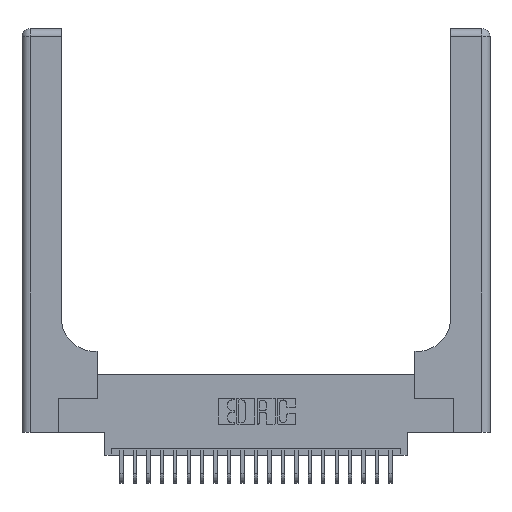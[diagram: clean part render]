
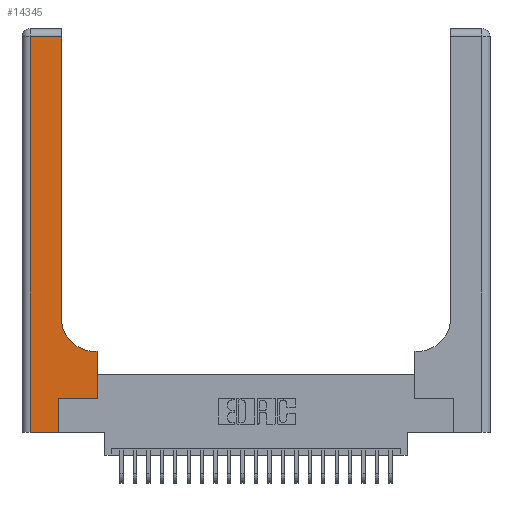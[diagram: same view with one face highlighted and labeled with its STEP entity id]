
A CAD part, top view. The second image highlights one B-rep face of the part: STEP entity #14345.
In plain terms, the highlighted planar face has unit normal (0, 0, 1).
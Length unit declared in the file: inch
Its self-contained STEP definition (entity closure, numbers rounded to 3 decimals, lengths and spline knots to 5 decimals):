
#13 = CARTESIAN_POINT ( 'NONE',  ( 0.5415, 0.6, 0.37 ) ) ;
#274 = CARTESIAN_POINT ( 'NONE',  ( 0.2915, 3., 0.37 ) ) ;
#684 = LINE ( 'NONE', #4954, #9959 ) ;
#1322 = CARTESIAN_POINT ( 'NONE',  ( 0.2915, 0.6, 0.37 ) ) ;
#1389 = DIRECTION ( 'NONE',  ( -1., 0., 0. ) ) ;
#1483 = AXIS2_PLACEMENT_3D ( 'NONE', #17254, #13367, #13109 ) ;
#1541 = EDGE_CURVE ( 'NONE', #13768, #12568, #16463, .T. ) ;
#1831 = VERTEX_POINT ( 'NONE', #8632 ) ;
#1878 = FACE_OUTER_BOUND ( 'NONE', #22114, .T. ) ;
#1904 = ORIENTED_EDGE ( 'NONE', *, *, #5867, .T. ) ;
#2177 = EDGE_CURVE ( 'NONE', #9539, #25686, #3358, .T. ) ;
#2421 = ORIENTED_EDGE ( 'NONE', *, *, #1541, .T. ) ;
#2784 = VERTEX_POINT ( 'NONE', #6397 ) ;
#3009 = DIRECTION ( 'NONE',  ( 0., 1., 0. ) ) ;
#3311 = VECTOR ( 'NONE', #6583, 39.37008 ) ;
#3358 = CIRCLE ( 'NONE', #21388, 0.25 ) ;
#3379 = ORIENTED_EDGE ( 'NONE', *, *, #24724, .T. ) ;
#4076 = CARTESIAN_POINT ( 'NONE',  ( 0.5585, 0.25, 0.37 ) ) ;
#4538 = ORIENTED_EDGE ( 'NONE', *, *, #7597, .T. ) ;
#4768 = CARTESIAN_POINT ( 'NONE',  ( 0.5585, 0.6, 0.37 ) ) ;
#4954 = CARTESIAN_POINT ( 'NONE',  ( 0.269, 0.25, 0.37 ) ) ;
#5867 = EDGE_CURVE ( 'NONE', #1831, #19515, #5945, .T. ) ;
#5945 = LINE ( 'NONE', #4076, #14221 ) ;
#6397 = CARTESIAN_POINT ( 'NONE',  ( 0.06, 0., 0.37 ) ) ;
#6583 = DIRECTION ( 'NONE',  ( 0., -1., 0. ) ) ;
#6818 = ORIENTED_EDGE ( 'NONE', *, *, #12371, .T. ) ;
#6944 = DIRECTION ( 'NONE',  ( 1., 0., 0. ) ) ;
#7496 = LINE ( 'NONE', #16852, #3311 ) ;
#7597 = EDGE_CURVE ( 'NONE', #12568, #2784, #7496, .T. ) ;
#8452 = CARTESIAN_POINT ( 'NONE',  ( 0.2915, 0.85, 0.37 ) ) ;
#8632 = CARTESIAN_POINT ( 'NONE',  ( 0.5585, 0.25, 0.37 ) ) ;
#9163 = VECTOR ( 'NONE', #1389, 39.37008 ) ;
#9297 = CARTESIAN_POINT ( 'NONE',  ( 0.06, 2.94, 0.37 ) ) ;
#9327 = DIRECTION ( 'NONE',  ( 0., 0., -1. ) ) ;
#9539 = VERTEX_POINT ( 'NONE', #13 ) ;
#9959 = VECTOR ( 'NONE', #6944, 39.37008 ) ;
#10626 = VECTOR ( 'NONE', #25033, 39.37008 ) ;
#11351 = CARTESIAN_POINT ( 'NONE',  ( 0.5415, 0.85, 0.37 ) ) ;
#12371 = EDGE_CURVE ( 'NONE', #2784, #16768, #25190, .T. ) ;
#12568 = VERTEX_POINT ( 'NONE', #9297 ) ;
#12778 = VECTOR ( 'NONE', #15784, 39.37008 ) ;
#12885 = LINE ( 'NONE', #17795, #14152 ) ;
#13109 = DIRECTION ( 'NONE',  ( -1., 0., 0. ) ) ;
#13367 = DIRECTION ( 'NONE',  ( 0., 0., -1. ) ) ;
#13768 = VERTEX_POINT ( 'NONE', #25226 ) ;
#13909 = EDGE_CURVE ( 'NONE', #19515, #9539, #23530, .T. ) ;
#14152 = VECTOR ( 'NONE', #3009, 39.37008 ) ;
#14221 = VECTOR ( 'NONE', #20145, 39.37008 ) ;
#14345 = ADVANCED_FACE ( 'NONE', ( #1878 ), #21521, .F. ) ;
#14649 = DIRECTION ( 'NONE',  ( 0., 1., 0. ) ) ;
#15293 = CARTESIAN_POINT ( 'NONE',  ( 0., 0., 0.37 ) ) ;
#15784 = DIRECTION ( 'NONE',  ( -1., 0., 0. ) ) ;
#16463 = LINE ( 'NONE', #17605, #9163 ) ;
#16768 = VERTEX_POINT ( 'NONE', #20358 ) ;
#16852 = CARTESIAN_POINT ( 'NONE',  ( 0.06, 3., 0.37 ) ) ;
#17254 = CARTESIAN_POINT ( 'NONE',  ( 0., 3., 0.37 ) ) ;
#17605 = CARTESIAN_POINT ( 'NONE',  ( 0., 2.94, 0.37 ) ) ;
#17666 = VECTOR ( 'NONE', #14649, 39.37008 ) ;
#17795 = CARTESIAN_POINT ( 'NONE',  ( 0.269, 0., 0.37 ) ) ;
#17980 = EDGE_CURVE ( 'NONE', #25686, #13768, #23046, .T. ) ;
#19515 = VERTEX_POINT ( 'NONE', #4768 ) ;
#19605 = DIRECTION ( 'NONE',  ( 1., 0., 0. ) ) ;
#19698 = EDGE_CURVE ( 'NONE', #23220, #1831, #684, .T. ) ;
#20071 = ORIENTED_EDGE ( 'NONE', *, *, #17980, .T. ) ;
#20145 = DIRECTION ( 'NONE',  ( 0., 1., 0. ) ) ;
#20358 = CARTESIAN_POINT ( 'NONE',  ( 0.269, 0., 0.37 ) ) ;
#21388 = AXIS2_PLACEMENT_3D ( 'NONE', #11351, #9327, #19605 ) ;
#21521 = PLANE ( 'NONE',  #1483 ) ;
#22114 = EDGE_LOOP ( 'NONE', ( #20071, #2421, #4538, #6818, #3379, #23741, #1904, #24626, #25763 ) ) ;
#23046 = LINE ( 'NONE', #274, #17666 ) ;
#23220 = VERTEX_POINT ( 'NONE', #24236 ) ;
#23530 = LINE ( 'NONE', #1322, #12778 ) ;
#23741 = ORIENTED_EDGE ( 'NONE', *, *, #19698, .T. ) ;
#24236 = CARTESIAN_POINT ( 'NONE',  ( 0.269, 0.25, 0.37 ) ) ;
#24626 = ORIENTED_EDGE ( 'NONE', *, *, #13909, .T. ) ;
#24724 = EDGE_CURVE ( 'NONE', #16768, #23220, #12885, .T. ) ;
#25033 = DIRECTION ( 'NONE',  ( 1., 0., 0. ) ) ;
#25190 = LINE ( 'NONE', #15293, #10626 ) ;
#25226 = CARTESIAN_POINT ( 'NONE',  ( 0.2915, 2.94, 0.37 ) ) ;
#25686 = VERTEX_POINT ( 'NONE', #8452 ) ;
#25763 = ORIENTED_EDGE ( 'NONE', *, *, #2177, .T. ) ;
